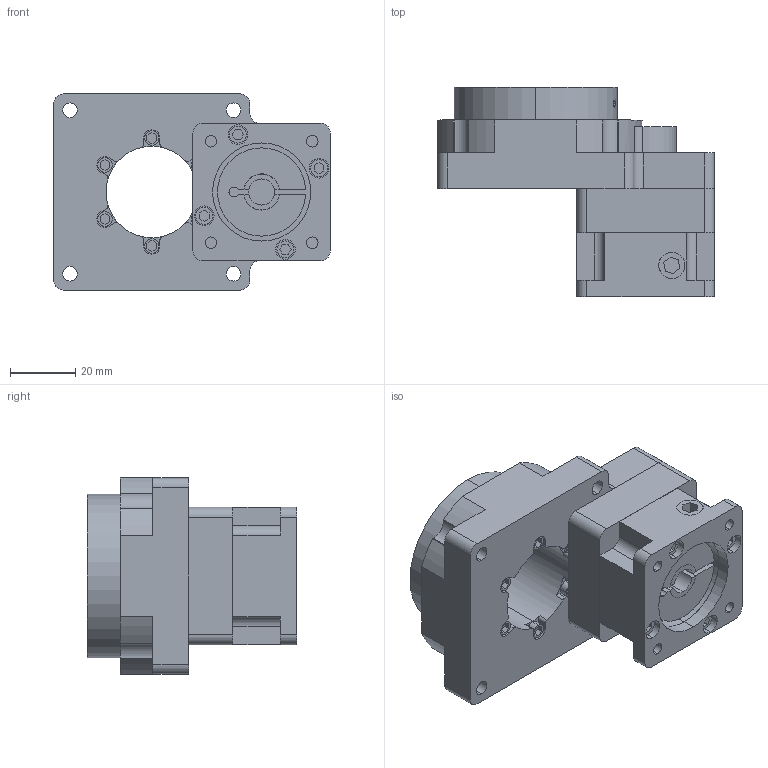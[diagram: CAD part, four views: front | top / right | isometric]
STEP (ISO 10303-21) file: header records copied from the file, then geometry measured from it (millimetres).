
FILE_DESCRIPTION (( 'STEP AP203' ), '1' );
FILE_NAME ('RPA60-5耀倰(5-21 22-2 4-M3-31-31).STEP', '2018-07-05T02:23:41', ( 'Sky123.Org' ), ( 'Sky123.Org' ), 'SwSTEP 2.0', 'SolidWorks 2016', '' );
FILE_SCHEMA (( 'CONFIG_CONTROL_DESIGN' ));
Length unit declared in the file: millimetre
Products named in the file (1): RPA60-5耀倰(5-21 22-2 4-M3-31-31)
Bounding box: 84.6 x 64 x 60 mm (x, y, z)
Volume: 125261.1 mm3; surface area: 37761.4 mm2
Topology: 3 solids, 9 shells, 396 faces, 995 edges, 640 vertices
Faces by surface type: cylinder 185, plane 183, cone 28
Entity records: 11968 total; most frequent: CARTESIAN_POINT 2140, DIRECTION 2137, ORIENTED_EDGE 1934, EDGE_CURVE 967, AXIS2_PLACEMENT_3D 781, VERTEX_POINT 640, VECTOR 575, LINE 575
